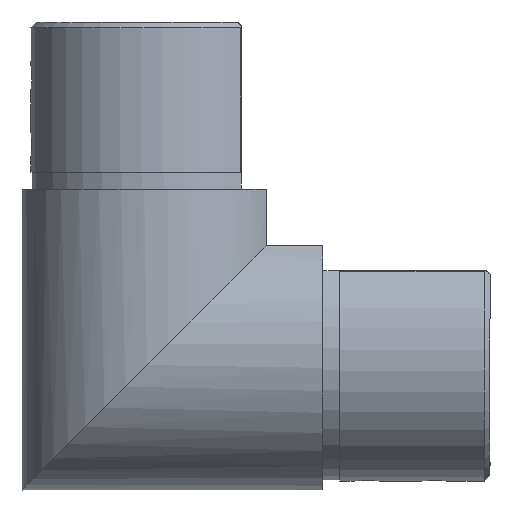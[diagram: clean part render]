
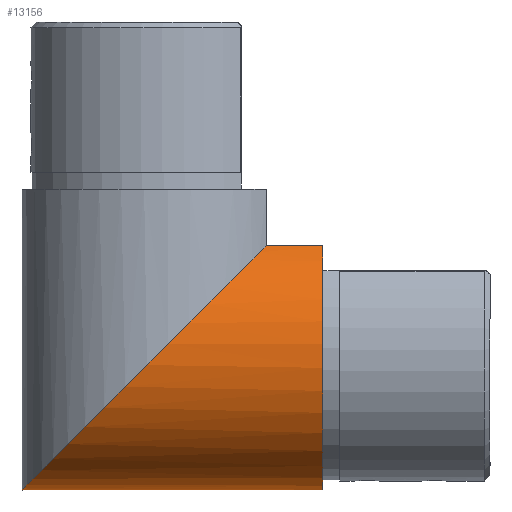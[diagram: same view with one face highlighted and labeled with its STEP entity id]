
A CAD part, left-side view. The second image highlights one B-rep face of the part: STEP entity #13156.
In plain terms, the highlighted cylindrical face has radius 24.15 mm (diameter 48.3 mm), a partial arc.
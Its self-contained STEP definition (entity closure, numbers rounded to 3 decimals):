
#22 = CYLINDRICAL_SURFACE ( 'NONE', #21409, 24.15 ) ;
#383 = VECTOR ( 'NONE', #9777, 1000. ) ;
#1772 = ORIENTED_EDGE ( 'NONE', *, *, #21006, .T. ) ;
#2291 = LINE ( 'NONE', #10668, #14623 ) ;
#2954 = CARTESIAN_POINT ( 'NONE',  ( -37.306, 26.753, 3.097 ) ) ;
#3114 = CARTESIAN_POINT ( 'NONE',  ( 14., 10.172, 19.678 ) ) ;
#3388 = EDGE_CURVE ( 'NONE', #13331, #22149, #20127, .T. ) ;
#4714 = CARTESIAN_POINT ( 'NONE',  ( 0., 54., -24.15 ) ) ;
#5356 = CIRCLE ( 'NONE', #12688, 24.15 ) ;
#5432 = FACE_OUTER_BOUND ( 'NONE', #21418, .T. ) ;
#6563 = CARTESIAN_POINT ( 'NONE',  ( -14., 10.172, 19.678 ) ) ;
#7873 = CARTESIAN_POINT ( 'NONE',  ( 14., 97.307, 19.678 ) ) ;
#8509 = CARTESIAN_POINT ( 'NONE',  ( 14., 0., 19.678 ) ) ;
#9777 = DIRECTION ( 'NONE',  ( 0., -1., 0. ) ) ;
#9920 = DIRECTION ( 'NONE',  ( 0., 0., 1. ) ) ;
#10668 = CARTESIAN_POINT ( 'NONE',  ( -14., 97.307, 19.678 ) ) ;
#10670 =( BOUNDED_CURVE ( )  B_SPLINE_CURVE ( 3, ( #12231, #21155, #15716, #4714, #17560, #2954, #6563 ),
 .UNSPECIFIED., .F., .T. ) 
 B_SPLINE_CURVE_WITH_KNOTS ( ( 4, 3, 4 ),
 ( 0.618, 3.142, 5.665 ),
 .UNSPECIFIED. ) 
 CURVE ( )  GEOMETRIC_REPRESENTATION_ITEM ( )  RATIONAL_B_SPLINE_CURVE ( ( 1., 0.536, 0.536, 1., 0.536, 0.536, 1. ) ) 
 REPRESENTATION_ITEM ( '' )  );
#10983 = EDGE_CURVE ( 'NONE', #13331, #13080, #10670, .T. ) ;
#11243 = ORIENTED_EDGE ( 'NONE', *, *, #10983, .F. ) ;
#11808 = VERTEX_POINT ( 'NONE', #18628 ) ;
#12231 = CARTESIAN_POINT ( 'NONE',  ( 14., 10.172, 19.678 ) ) ;
#12296 = DIRECTION ( 'NONE',  ( 0., -1., 0. ) ) ;
#12688 = AXIS2_PLACEMENT_3D ( 'NONE', #13861, #22931, #9920 ) ;
#13080 = VERTEX_POINT ( 'NONE', #16941 ) ;
#13156 = ADVANCED_FACE ( 'NONE', ( #5432 ), #22, .T. ) ;
#13331 = VERTEX_POINT ( 'NONE', #3114 ) ;
#13861 = CARTESIAN_POINT ( 'NONE',  ( 0., 0., 0. ) ) ;
#14623 = VECTOR ( 'NONE', #12296, 1000. ) ;
#15568 = DIRECTION ( 'NONE',  ( 0., -1., 0. ) ) ;
#15716 = CARTESIAN_POINT ( 'NONE',  ( 28.603, 54., -24.15 ) ) ;
#16941 = CARTESIAN_POINT ( 'NONE',  ( -14., 10.172, 19.678 ) ) ;
#17560 = CARTESIAN_POINT ( 'NONE',  ( -28.603, 54., -24.15 ) ) ;
#17895 = EDGE_CURVE ( 'NONE', #13080, #11808, #2291, .T. ) ;
#18283 = ORIENTED_EDGE ( 'NONE', *, *, #17895, .F. ) ;
#18628 = CARTESIAN_POINT ( 'NONE',  ( -14., 0., 19.678 ) ) ;
#19034 = ORIENTED_EDGE ( 'NONE', *, *, #3388, .T. ) ;
#19088 = CARTESIAN_POINT ( 'NONE',  ( 0., 97.307, 0. ) ) ;
#20127 = LINE ( 'NONE', #7873, #383 ) ;
#21006 = EDGE_CURVE ( 'NONE', #22149, #11808, #5356, .T. ) ;
#21155 = CARTESIAN_POINT ( 'NONE',  ( 37.306, 26.753, 3.097 ) ) ;
#21409 = AXIS2_PLACEMENT_3D ( 'NONE', #19088, #15568, #22618 ) ;
#21418 = EDGE_LOOP ( 'NONE', ( #11243, #19034, #1772, #18283 ) ) ;
#22149 = VERTEX_POINT ( 'NONE', #8509 ) ;
#22618 = DIRECTION ( 'NONE',  ( 0., 0., -1. ) ) ;
#22931 = DIRECTION ( 'NONE',  ( 0., 1., 0. ) ) ;
